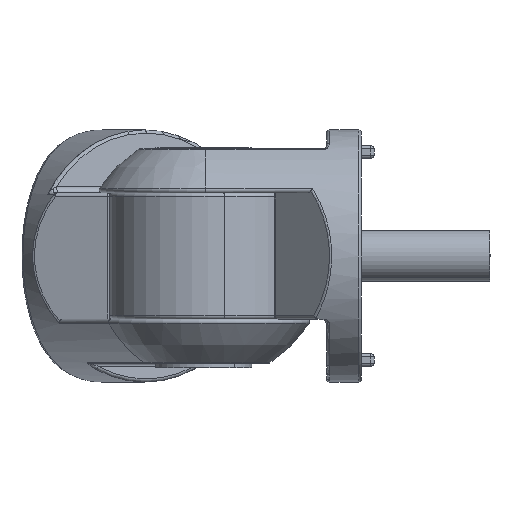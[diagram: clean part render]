
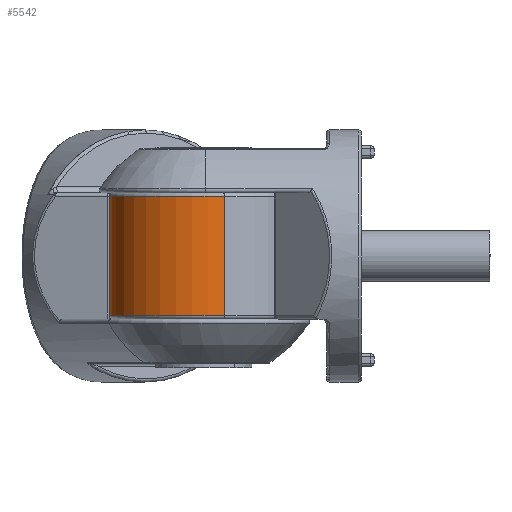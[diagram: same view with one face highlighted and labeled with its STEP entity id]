
A CAD part, left-side view. The second image highlights one B-rep face of the part: STEP entity #5542.
In plain terms, the highlighted cylindrical face has radius 15 mm (diameter 30 mm), a partial arc.
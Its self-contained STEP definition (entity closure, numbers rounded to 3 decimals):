
#48 = VERTEX_POINT ( 'NONE', #10374 ) ;
#368 = DIRECTION ( 'NONE',  ( -0.976, -0.218, 0. ) ) ;
#1284 = EDGE_CURVE ( 'NONE', #7590, #14178, #2319, .T. ) ;
#2319 = LINE ( 'NONE', #4790, #14157 ) ;
#2596 = EDGE_LOOP ( 'NONE', ( #8255, #11696, #6384, #8394 ) ) ;
#2704 = CIRCLE ( 'NONE', #7435, 15. ) ;
#2813 = CARTESIAN_POINT ( 'NONE',  ( -17.292, 7.267, 50.958 ) ) ;
#4790 = CARTESIAN_POINT ( 'NONE',  ( -31.93, 3.991, 31.458 ) ) ;
#4949 = DIRECTION ( 'NONE',  ( 0., 0., 1. ) ) ;
#5002 = CARTESIAN_POINT ( 'NONE',  ( -2.654, 10.543, 50.958 ) ) ;
#5308 = DIRECTION ( 'NONE',  ( 0.976, 0.218, 0. ) ) ;
#5542 = ADVANCED_FACE ( 'NONE', ( #7515 ), #15509, .T. ) ;
#5556 = CARTESIAN_POINT ( 'NONE',  ( -17.292, 7.267, 31.958 ) ) ;
#6186 = LINE ( 'NONE', #10120, #11663 ) ;
#6384 = ORIENTED_EDGE ( 'NONE', *, *, #12056, .T. ) ;
#6942 = EDGE_CURVE ( 'NONE', #48, #7590, #2704, .T. ) ;
#7331 = EDGE_CURVE ( 'NONE', #48, #8270, #6186, .T. ) ;
#7435 = AXIS2_PLACEMENT_3D ( 'NONE', #5556, #10564, #368 ) ;
#7515 = FACE_OUTER_BOUND ( 'NONE', #2596, .T. ) ;
#7590 = VERTEX_POINT ( 'NONE', #9782 ) ;
#7803 = AXIS2_PLACEMENT_3D ( 'NONE', #2813, #10462, #15573 ) ;
#8173 = CARTESIAN_POINT ( 'NONE',  ( -17.292, 7.267, 31.458 ) ) ;
#8255 = ORIENTED_EDGE ( 'NONE', *, *, #6942, .T. ) ;
#8270 = VERTEX_POINT ( 'NONE', #5002 ) ;
#8394 = ORIENTED_EDGE ( 'NONE', *, *, #7331, .F. ) ;
#8656 = DIRECTION ( 'NONE',  ( 0., 0., 1. ) ) ;
#9650 = CIRCLE ( 'NONE', #7803, 15. ) ;
#9782 = CARTESIAN_POINT ( 'NONE',  ( -31.93, 3.991, 31.958 ) ) ;
#10120 = CARTESIAN_POINT ( 'NONE',  ( -2.654, 10.543, 31.458 ) ) ;
#10374 = CARTESIAN_POINT ( 'NONE',  ( -2.654, 10.543, 31.958 ) ) ;
#10462 = DIRECTION ( 'NONE',  ( 0., 0., -1. ) ) ;
#10564 = DIRECTION ( 'NONE',  ( 0., 0., 1. ) ) ;
#10776 = AXIS2_PLACEMENT_3D ( 'NONE', #8173, #14273, #5308 ) ;
#11663 = VECTOR ( 'NONE', #8656, 1000. ) ;
#11696 = ORIENTED_EDGE ( 'NONE', *, *, #1284, .T. ) ;
#12056 = EDGE_CURVE ( 'NONE', #14178, #8270, #9650, .T. ) ;
#13857 = CARTESIAN_POINT ( 'NONE',  ( -31.93, 3.991, 50.958 ) ) ;
#14157 = VECTOR ( 'NONE', #4949, 1000. ) ;
#14178 = VERTEX_POINT ( 'NONE', #13857 ) ;
#14273 = DIRECTION ( 'NONE',  ( 0., 0., 1. ) ) ;
#15509 = CYLINDRICAL_SURFACE ( 'NONE', #10776, 15. ) ;
#15573 = DIRECTION ( 'NONE',  ( -0.976, -0.218, 0. ) ) ;
